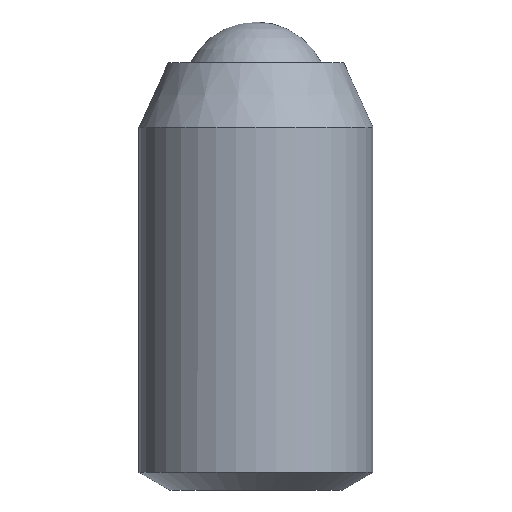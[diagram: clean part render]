
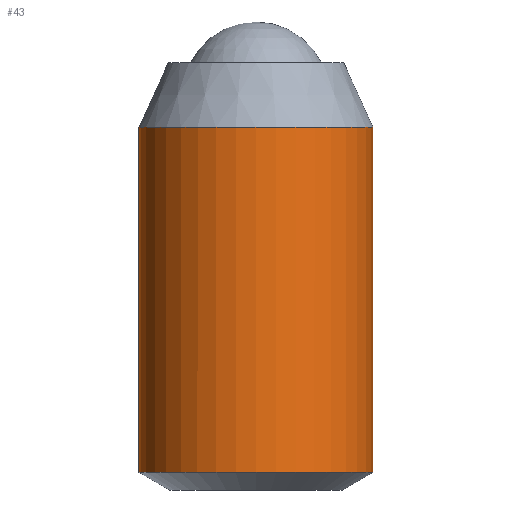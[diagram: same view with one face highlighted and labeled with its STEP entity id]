
A CAD part, front view. The second image highlights one B-rep face of the part: STEP entity #43.
In plain terms, the highlighted cylindrical face has radius 2 mm (diameter 4 mm), a full revolution.
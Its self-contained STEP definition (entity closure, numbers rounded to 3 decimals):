
#43 = ADVANCED_FACE( '', ( #98, #99 ), #100, .T. );
#98 = FACE_OUTER_BOUND( '', #169, .T. );
#99 = FACE_OUTER_BOUND( '', #170, .T. );
#100 = CYLINDRICAL_SURFACE( '', #171, 2. );
#169 = EDGE_LOOP( '', ( #234 ) );
#170 = EDGE_LOOP( '', ( #235 ) );
#171 = AXIS2_PLACEMENT_3D( '', #236, #237, #238 );
#234 = ORIENTED_EDGE( '', *, *, #382, .T. );
#235 = ORIENTED_EDGE( '', *, *, #383, .T. );
#236 = CARTESIAN_POINT( '', ( 0., 0., 7.3 ) );
#237 = DIRECTION( '', ( 0., 0., 1. ) );
#238 = DIRECTION( '', ( -1., 0., 0. ) );
#382 = EDGE_CURVE( '', #438, #438, #439, .T. );
#383 = EDGE_CURVE( '', #440, #440, #441, .T. );
#438 = VERTEX_POINT( '', #515 );
#439 = CIRCLE( '', #516, 2. );
#440 = VERTEX_POINT( '', #517 );
#441 = CIRCLE( '', #518, 2. );
#515 = CARTESIAN_POINT( '', ( 2., 0., 0.3 ) );
#516 = AXIS2_PLACEMENT_3D( '', #615, #616, #617 );
#517 = CARTESIAN_POINT( '', ( -2., 0., 6.2 ) );
#518 = AXIS2_PLACEMENT_3D( '', #618, #619, #620 );
#615 = CARTESIAN_POINT( '', ( 0., 0., 0.3 ) );
#616 = DIRECTION( '', ( 0., 0., 1. ) );
#617 = DIRECTION( '', ( 1., 0., 0. ) );
#618 = CARTESIAN_POINT( '', ( 0., 0., 6.2 ) );
#619 = DIRECTION( '', ( 0., 0., -1. ) );
#620 = DIRECTION( '', ( -1., 0., 0. ) );
